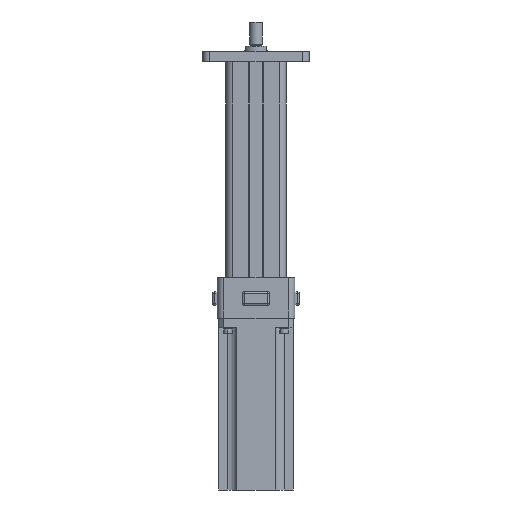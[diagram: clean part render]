
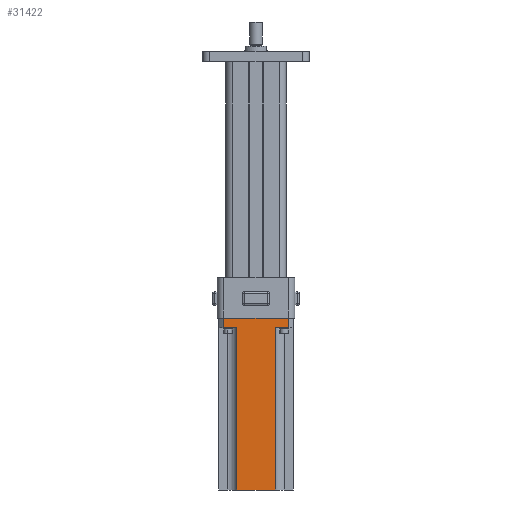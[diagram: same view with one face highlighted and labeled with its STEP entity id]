
A CAD part, front view. The second image highlights one B-rep face of the part: STEP entity #31422.
In plain terms, the highlighted planar face has unit normal (0, -1, 0).
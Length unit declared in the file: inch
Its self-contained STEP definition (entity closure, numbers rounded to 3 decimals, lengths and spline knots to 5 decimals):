
#18127 = CARTESIAN_POINT ( 'NONE',  ( -1.2053, -1.37795, 0. ) ) ;
#18200 = CARTESIAN_POINT ( 'NONE',  ( -1.2053, -1.37795, -0.35433 ) ) ;
#18203 = DIRECTION ( 'NONE',  ( 1., 0., 0. ) ) ;
#18204 = VECTOR ( 'NONE', #18203, 39.37008 ) ;
#18207 = CARTESIAN_POINT ( 'NONE',  ( -1.2053, -1.37795, -0.35433 ) ) ;
#18208 = LINE ( 'NONE', #18207, #18204 ) ;
#31361 = EDGE_CURVE ( 'NONE', #31526, #31537, #41177, .T. ) ;
#31397 = ORIENTED_EDGE ( 'NONE', *, *, #31398, .F. ) ;
#31398 = EDGE_CURVE ( 'NONE', #31646, #31632, #41291, .T. ) ;
#31399 = ORIENTED_EDGE ( 'NONE', *, *, #31645, .T. ) ;
#31400 = ORIENTED_EDGE ( 'NONE', *, *, #31401, .F. ) ;
#31401 = EDGE_CURVE ( 'NONE', #31402, #31558, #41287, .T. ) ;
#31402 = VERTEX_POINT ( 'NONE', #41283 ) ;
#31403 = ORIENTED_EDGE ( 'NONE', *, *, #31404, .F. ) ;
#31404 = EDGE_CURVE ( 'NONE', #31405, #31402, #41282, .T. ) ;
#31405 = VERTEX_POINT ( 'NONE', #41278 ) ;
#31406 = ORIENTED_EDGE ( 'NONE', *, *, #31407, .T. ) ;
#31407 = EDGE_CURVE ( 'NONE', #31405, #31526, #41277, .T. ) ;
#31408 = ORIENTED_EDGE ( 'NONE', *, *, #31361, .T. ) ;
#31415 = VERTEX_POINT ( 'NONE', #41266 ) ;
#31418 = EDGE_CURVE ( 'NONE', #31537, #31415, #41329, .T. ) ;
#31422 = ADVANCED_FACE ( 'NONE', ( #41321 ), #41320, .T. ) ;
#31423 = EDGE_LOOP ( 'NONE', ( #31424, #31397, #31399, #31400, #31403, #31406, #31408, #31445 ) ) ;
#31424 = ORIENTED_EDGE ( 'NONE', *, *, #31431, .F. ) ;
#31431 = EDGE_CURVE ( 'NONE', #31632, #31415, #41310, .T. ) ;
#31445 = ORIENTED_EDGE ( 'NONE', *, *, #31418, .T. ) ;
#31526 = VERTEX_POINT ( 'NONE', #41974 ) ;
#31537 = VERTEX_POINT ( 'NONE', #41957 ) ;
#31558 = VERTEX_POINT ( 'NONE', #41990 ) ;
#31632 = VERTEX_POINT ( 'NONE', #18127 ) ;
#31645 = EDGE_CURVE ( 'NONE', #31646, #31558, #18208, .T. ) ;
#31646 = VERTEX_POINT ( 'NONE', #18200 ) ;
#41174 = DIRECTION ( 'NONE',  ( 1., 0., 0. ) ) ;
#41175 = VECTOR ( 'NONE', #41174, 39.37008 ) ;
#41176 = CARTESIAN_POINT ( 'NONE',  ( -1.2053, -1.37795, -0.35433 ) ) ;
#41177 = LINE ( 'NONE', #41176, #41175 ) ;
#41266 = CARTESIAN_POINT ( 'NONE',  ( 1.2053, -1.37795, 0. ) ) ;
#41274 = DIRECTION ( 'NONE',  ( 0., 0., 1. ) ) ;
#41275 = VECTOR ( 'NONE', #41274, 39.37008 ) ;
#41276 = CARTESIAN_POINT ( 'NONE',  ( 0.70996, -1.37795, -6.37795 ) ) ;
#41277 = LINE ( 'NONE', #41276, #41275 ) ;
#41278 = CARTESIAN_POINT ( 'NONE',  ( 0.70996, -1.37795, -6.37795 ) ) ;
#41279 = DIRECTION ( 'NONE',  ( -1., 0., 0. ) ) ;
#41280 = VECTOR ( 'NONE', #41279, 39.37008 ) ;
#41281 = CARTESIAN_POINT ( 'NONE',  ( -0.70996, -1.37795, -6.37795 ) ) ;
#41282 = LINE ( 'NONE', #41281, #41280 ) ;
#41283 = CARTESIAN_POINT ( 'NONE',  ( -0.70996, -1.37795, -6.37795 ) ) ;
#41284 = DIRECTION ( 'NONE',  ( 0., 0., 1. ) ) ;
#41285 = VECTOR ( 'NONE', #41284, 39.37008 ) ;
#41286 = CARTESIAN_POINT ( 'NONE',  ( -0.70996, -1.37795, -6.37795 ) ) ;
#41287 = LINE ( 'NONE', #41286, #41285 ) ;
#41288 = DIRECTION ( 'NONE',  ( 0., 0., 1. ) ) ;
#41289 = VECTOR ( 'NONE', #41288, 39.37008 ) ;
#41290 = CARTESIAN_POINT ( 'NONE',  ( -1.2053, -1.37795, -0.35433 ) ) ;
#41291 = LINE ( 'NONE', #41290, #41289 ) ;
#41307 = DIRECTION ( 'NONE',  ( 1., 0., 0. ) ) ;
#41308 = VECTOR ( 'NONE', #41307, 39.37008 ) ;
#41309 = CARTESIAN_POINT ( 'NONE',  ( -1.2053, -1.37795, 0. ) ) ;
#41310 = LINE ( 'NONE', #41309, #41308 ) ;
#41316 = DIRECTION ( 'NONE',  ( 0., 0., -1. ) ) ;
#41317 = DIRECTION ( 'NONE',  ( 0., -1., 0. ) ) ;
#41318 = CARTESIAN_POINT ( 'NONE',  ( -1.2053, -1.37795, -0.35433 ) ) ;
#41319 = AXIS2_PLACEMENT_3D ( 'NONE', #41318, #41317, #41316 ) ;
#41320 = PLANE ( 'NONE',  #41319 ) ;
#41321 = FACE_OUTER_BOUND ( 'NONE', #31423, .T. ) ;
#41326 = DIRECTION ( 'NONE',  ( 0., 0., 1. ) ) ;
#41327 = VECTOR ( 'NONE', #41326, 39.37008 ) ;
#41328 = CARTESIAN_POINT ( 'NONE',  ( 1.2053, -1.37795, -0.35433 ) ) ;
#41329 = LINE ( 'NONE', #41328, #41327 ) ;
#41957 = CARTESIAN_POINT ( 'NONE',  ( 1.2053, -1.37795, -0.35433 ) ) ;
#41974 = CARTESIAN_POINT ( 'NONE',  ( 0.70996, -1.37795, -0.35433 ) ) ;
#41990 = CARTESIAN_POINT ( 'NONE',  ( -0.70996, -1.37795, -0.35433 ) ) ;
